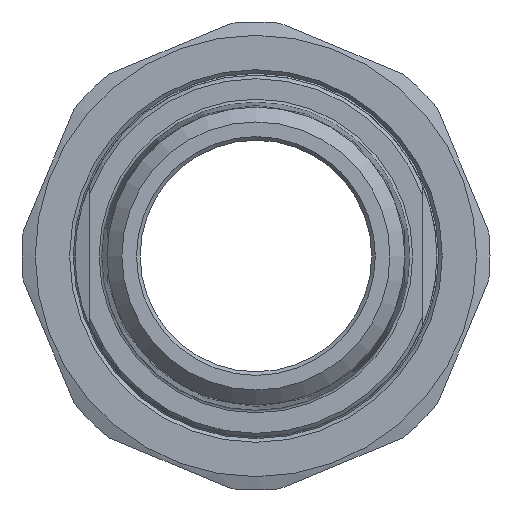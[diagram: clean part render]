
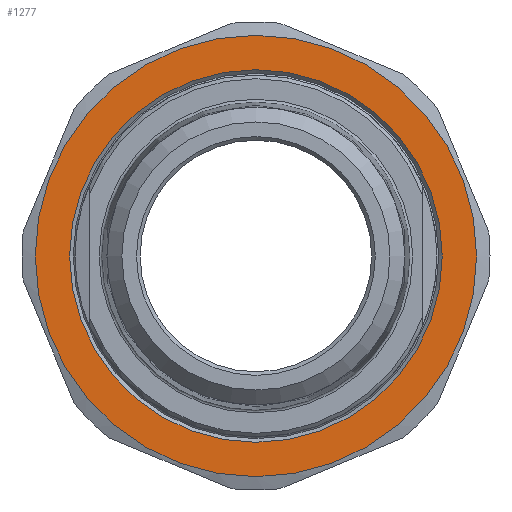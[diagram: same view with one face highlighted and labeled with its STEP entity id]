
A CAD part, left-side view. The second image highlights one B-rep face of the part: STEP entity #1277.
In plain terms, the highlighted planar face has unit normal (-1, 0, 0).
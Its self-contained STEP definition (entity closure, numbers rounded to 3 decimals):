
#40=FACE_BOUND('',#238,.T.);
#113=PLANE('',#1459);
#157=FACE_OUTER_BOUND('',#237,.T.);
#237=EDGE_LOOP('',(#968));
#238=EDGE_LOOP('',(#969));
#447=CIRCLE('',#1438,30.5);
#458=CIRCLE('',#1458,25.75);
#568=VERTEX_POINT('',#2183);
#577=VERTEX_POINT('',#2215);
#713=EDGE_CURVE('',#568,#568,#447,.T.);
#726=EDGE_CURVE('',#577,#577,#458,.T.);
#968=ORIENTED_EDGE('',*,*,#713,.T.);
#969=ORIENTED_EDGE('',*,*,#726,.F.);
#1277=ADVANCED_FACE('',(#157,#40),#113,.F.);
#1438=AXIS2_PLACEMENT_3D('',#2185,#1683,#1684);
#1458=AXIS2_PLACEMENT_3D('',#2216,#1725,#1726);
#1459=AXIS2_PLACEMENT_3D('',#2218,#1728,#1729);
#1683=DIRECTION('center_axis',(-1.,0.,0.));
#1684=DIRECTION('ref_axis',(0.,1.,0.));
#1725=DIRECTION('center_axis',(-1.,0.,0.));
#1726=DIRECTION('ref_axis',(0.,-1.,0.));
#1728=DIRECTION('center_axis',(1.,0.,0.));
#1729=DIRECTION('ref_axis',(0.,0.,-1.));
#2183=CARTESIAN_POINT('',(-20.,-30.5,0.));
#2185=CARTESIAN_POINT('Origin',(-20.,0.,0.));
#2215=CARTESIAN_POINT('',(-20.,25.75,0.));
#2216=CARTESIAN_POINT('Origin',(-20.,0.,0.));
#2218=CARTESIAN_POINT('Origin',(-20.,0.,0.));
